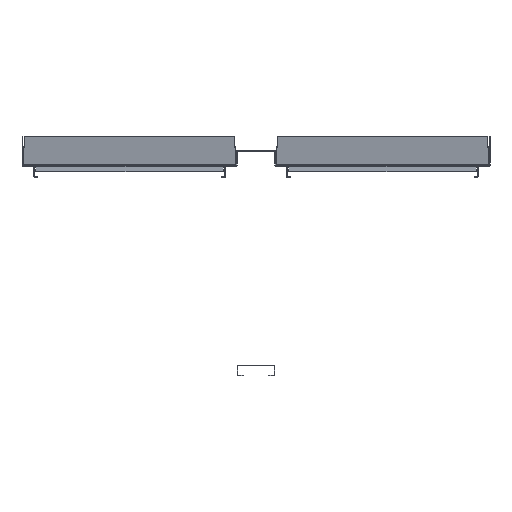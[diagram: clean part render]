
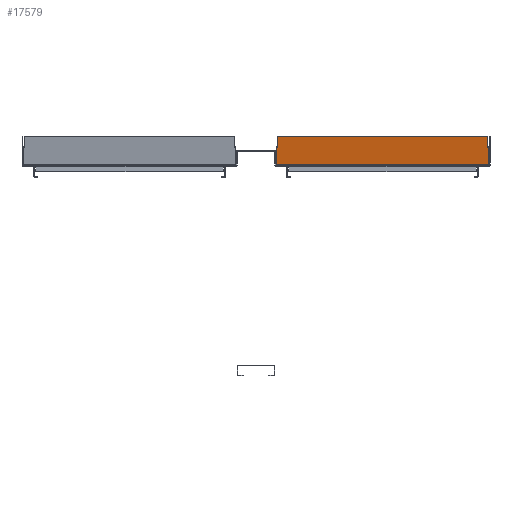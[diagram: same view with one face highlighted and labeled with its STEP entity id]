
A CAD part, front view. The second image highlights one B-rep face of the part: STEP entity #17579.
In plain terms, the highlighted free-form (B-spline) face has degree [1, 1] with [2, 2] control points.
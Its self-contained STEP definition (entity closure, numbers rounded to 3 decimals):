
#17381=CARTESIAN_POINT('V20',(-1217.721,
   -295.328,131.701));
#17382=VERTEX_POINT('V20',#17381);
#17397=CARTESIAN_POINT('V19',(-1217.721,
   -291.058,156.334));
#17398=VERTEX_POINT('V19',#17397);
#17404=CARTESIAN_POINT('E19',(-1217.721,
   -291.058,156.334));
#17405=CARTESIAN_POINT('E19',(-1217.721,
   -295.328,131.701));
#17406=QUASI_UNIFORM_CURVE('E19',1,(#17404,#17405),.POLYLINE_FORM.,
   .F.,.U.);
#17407=EDGE_CURVE('E19',#17398,#17382,#17406,.T.);
#17425=CARTESIAN_POINT('V18',(-718.721,
   -291.058,156.334));
#17426=VERTEX_POINT('V18',#17425);
#17432=CARTESIAN_POINT('E18',(-718.721,
   -291.058,156.334));
#17433=CARTESIAN_POINT('E18',(-1217.721,
   -291.058,156.334));
#17434=QUASI_UNIFORM_CURVE('E18',1,(#17432,#17433),.POLYLINE_FORM.,
   .F.,.U.);
#17435=EDGE_CURVE('E18',#17426,#17398,#17434,.T.);
#17453=CARTESIAN_POINT('V17',(-718.721,
   -295.328,131.701));
#17454=VERTEX_POINT('V17',#17453);
#17460=CARTESIAN_POINT('E17',(-718.721,
   -295.328,131.701));
#17461=CARTESIAN_POINT('E17',(-718.721,
   -291.058,156.334));
#17462=QUASI_UNIFORM_CURVE('E17',1,(#17460,#17461),.POLYLINE_FORM.,
   .F.,.U.);
#17463=EDGE_CURVE('E17',#17454,#17426,#17462,.T.);
#17481=CARTESIAN_POINT('V16',(-716.221,
   -295.328,131.701));
#17482=VERTEX_POINT('V16',#17481);
#17488=CARTESIAN_POINT('E16',(-716.221,
   -295.328,131.701));
#17489=CARTESIAN_POINT('E16',(-718.721,
   -295.328,131.701));
#17490=QUASI_UNIFORM_CURVE('E16',1,(#17488,#17489),.POLYLINE_FORM.,
   .F.,.U.);
#17491=EDGE_CURVE('E16',#17482,#17454,#17490,.T.);
#17531=CARTESIAN_POINT('V21',(-1220.221,
   -295.328,131.701));
#17532=VERTEX_POINT('V21',#17531);
#17540=CARTESIAN_POINT('E20',(-1217.721,
   -295.328,131.701));
#17541=CARTESIAN_POINT('E20',(-1220.221,
   -295.328,131.701));
#17542=QUASI_UNIFORM_CURVE('E20',1,(#17540,#17541),.POLYLINE_FORM.,
   .F.,.U.);
#17543=EDGE_CURVE('E20',#17382,#17532,#17542,.T.);
#17548=CARTESIAN_POINT('F6',(-716.191,
   -302.557,90.01));
#17549=CARTESIAN_POINT('F6',(-716.191,
   -291.053,156.363));
#17550=CARTESIAN_POINT('F6',(-1220.251,
   -302.557,90.01));
#17551=CARTESIAN_POINT('F6',(-1220.251,
   -291.053,156.363));
#17552=B_SPLINE_SURFACE_WITH_KNOTS('F6',1,1,((#17548,#17550),(
   #17549,#17551)),.PLANE_SURF.,.F.,.F.,.U.,(2,2),(2,2),(0.0,1.0),
   (0.0,7.485),.UNSPECIFIED.);
#17553=CARTESIAN_POINT('V22',(-1220.221,
   -302.552,90.039));
#17554=VERTEX_POINT('V22',#17553);
#17555=CARTESIAN_POINT('V15',(-716.221,
   -302.552,90.039));
#17556=VERTEX_POINT('V15',#17555);
#17557=CARTESIAN_POINT('E22',(-1220.221,
   -302.552,90.039));
#17558=CARTESIAN_POINT('E22',(-716.221,
   -302.552,90.039));
#17559=QUASI_UNIFORM_CURVE('E22',1,(#17557,#17558),.POLYLINE_FORM.,
   .F.,.U.);
#17560=EDGE_CURVE('E22',#17554,#17556,#17559,.T.);
#17561=ORIENTED_EDGE('E22',*,*,#17560,.F.);
#17562=CARTESIAN_POINT('E21',(-1220.221,
   -295.328,131.701));
#17563=CARTESIAN_POINT('E21',(-1220.221,
   -302.552,90.039));
#17564=QUASI_UNIFORM_CURVE('E21',1,(#17562,#17563),.POLYLINE_FORM.,
   .F.,.U.);
#17565=EDGE_CURVE('E21',#17532,#17554,#17564,.T.);
#17566=ORIENTED_EDGE('E21',*,*,#17565,.F.);
#17567=ORIENTED_EDGE('F17',*,*,#17543,.F.);
#17568=ORIENTED_EDGE('F18',*,*,#17407,.F.);
#17569=ORIENTED_EDGE('F19',*,*,#17435,.F.);
#17570=ORIENTED_EDGE('F20',*,*,#17463,.F.);
#17571=ORIENTED_EDGE('F21',*,*,#17491,.F.);
#17572=CARTESIAN_POINT('E15',(-716.221,
   -302.552,90.039));
#17573=CARTESIAN_POINT('E15',(-716.221,
   -295.328,131.701));
#17574=QUASI_UNIFORM_CURVE('E15',1,(#17572,#17573),.POLYLINE_FORM.,
   .F.,.U.);
#17575=EDGE_CURVE('E15',#17556,#17482,#17574,.T.);
#17576=ORIENTED_EDGE('E15',*,*,#17575,.F.);
#17577=EDGE_LOOP('F6',(#17561,#17566,#17567,#17568,#17569,#17570,
   #17571,#17576));
#17578=FACE_OUTER_BOUND('F6',#17577,.T.);
#17579=ADVANCED_FACE('F6',(#17578),#17552,.F.);
